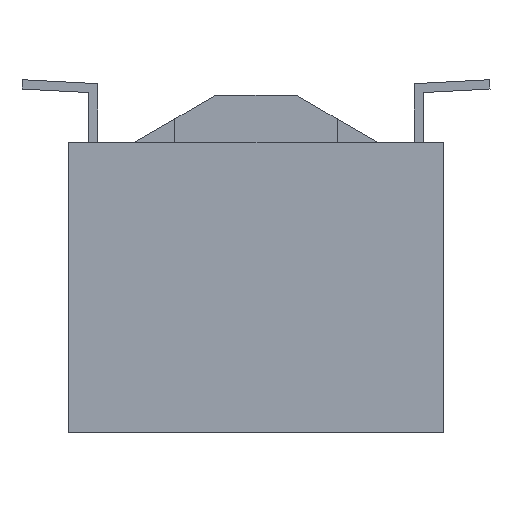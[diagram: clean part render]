
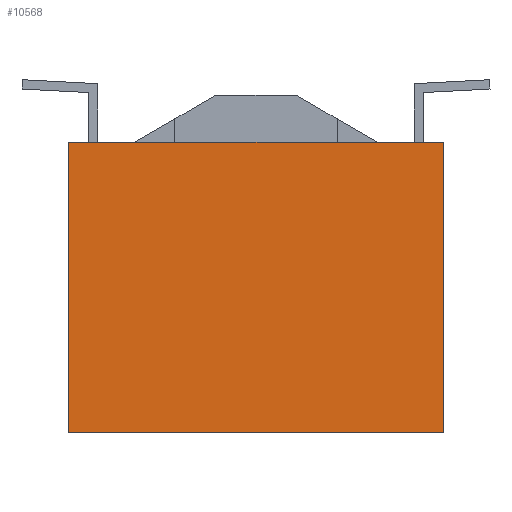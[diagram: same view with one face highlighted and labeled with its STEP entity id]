
A CAD part, left-side view. The second image highlights one B-rep face of the part: STEP entity #10568.
In plain terms, the highlighted planar face has unit normal (-1, 0, 0).
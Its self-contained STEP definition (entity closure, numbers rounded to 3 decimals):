
#36=DIRECTION('',(0.,-1.,0.));
#37=VECTOR('',#36,6.);
#38=CARTESIAN_POINT('',(-5.,3.,0.));
#39=LINE('',#38,#37);
#166=DIRECTION('',(0.,-1.,0.));
#167=VECTOR('',#166,6.);
#168=CARTESIAN_POINT('',(-5.,3.,-4.65));
#169=LINE('',#168,#167);
#2406=DIRECTION('',(0.,0.,-1.));
#2407=VECTOR('',#2406,4.65);
#2408=CARTESIAN_POINT('',(-5.,-3.,0.));
#2409=LINE('',#2408,#2407);
#2413=DIRECTION('',(0.,0.,-1.));
#2414=VECTOR('',#2413,4.65);
#2415=CARTESIAN_POINT('',(-5.,3.,0.));
#2416=LINE('',#2415,#2414);
#8170=CARTESIAN_POINT('',(-5.,3.,0.));
#8172=VERTEX_POINT('',#8170);
#8173=CARTESIAN_POINT('',(-5.,-3.,0.));
#8174=VERTEX_POINT('',#8173);
#8177=CARTESIAN_POINT('',(-5.,3.,-4.65));
#8178=CARTESIAN_POINT('',(-5.,-3.,-4.65));
#8179=VERTEX_POINT('',#8177);
#8180=VERTEX_POINT('',#8178);
#10557=CARTESIAN_POINT('',(-5.,3.,0.));
#10558=DIRECTION('',(-1.,0.,0.));
#10559=DIRECTION('',(0.,-1.,0.));
#10560=AXIS2_PLACEMENT_3D('',#10557,#10558,#10559);
#10561=PLANE('',#10560);
#10562=ORIENTED_EDGE('',*,*,#9732,.T.);
#10563=ORIENTED_EDGE('',*,*,#10552,.T.);
#10564=ORIENTED_EDGE('',*,*,#9814,.F.);
#10565=ORIENTED_EDGE('',*,*,#9757,.F.);
#10566=EDGE_LOOP('',(#10562,#10563,#10564,#10565));
#10567=FACE_OUTER_BOUND('',#10566,.F.);
#9732=EDGE_CURVE('',#8172,#8174,#39,.T.);
#9757=EDGE_CURVE('',#8172,#8179,#2416,.T.);
#9814=EDGE_CURVE('',#8179,#8180,#169,.T.);
#10552=EDGE_CURVE('',#8174,#8180,#2409,.T.);
#10568=ADVANCED_FACE('',(#10567),#10561,.T.);
